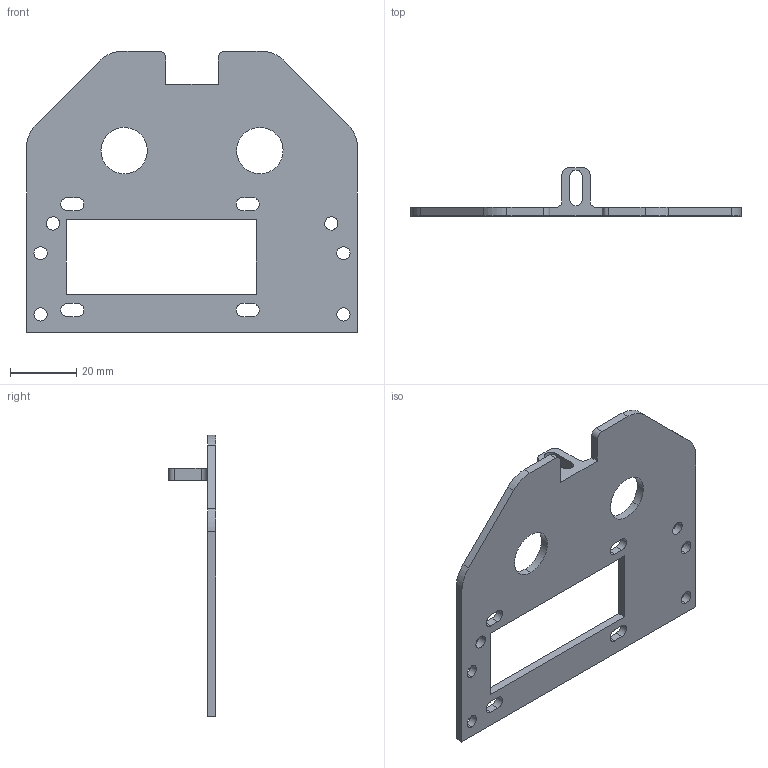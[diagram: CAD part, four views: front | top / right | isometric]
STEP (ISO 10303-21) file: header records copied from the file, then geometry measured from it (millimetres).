
FILE_DESCRIPTION (( 'STEP AP214' ), '1' );
FILE_NAME ('grippler base.STEP', '2022-12-24T23:08:36', ( '' ), ( '' ), 'SwSTEP 2.0', 'SolidWorks 2021', '' );
FILE_SCHEMA (( 'AUTOMOTIVE_DESIGN' ));
Length unit declared in the file: millimetre
Products named in the file (1): grippler base
Bounding box: 100 x 14.5 x 85 mm (x, y, z)
Volume: 15047.9 mm3; surface area: 14035.3 mm2
Topology: 1 solids, 1 shells, 66 faces, 192 edges, 128 vertices
Faces by surface type: plane 30, cylinder 28, bspline 8
Entity records: 2306 total; most frequent: CARTESIAN_POINT 491, ORIENTED_EDGE 384, DIRECTION 350, EDGE_CURVE 192, VERTEX_POINT 128, VECTOR 120, LINE 120, AXIS2_PLACEMENT_3D 115
